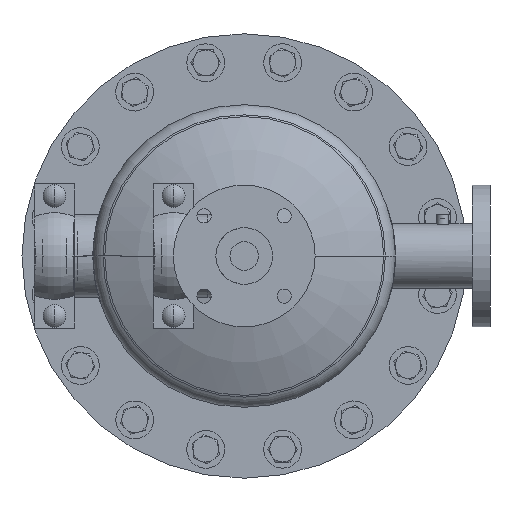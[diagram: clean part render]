
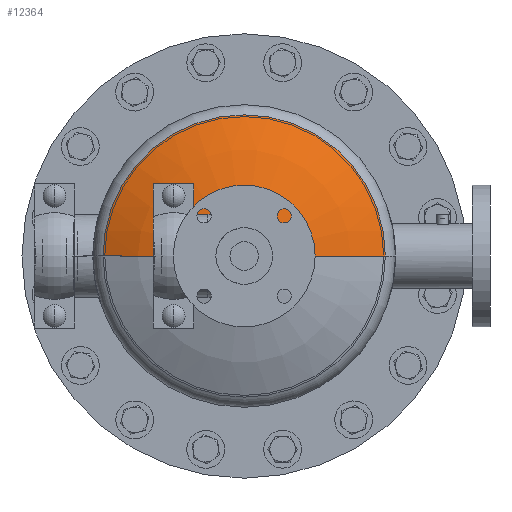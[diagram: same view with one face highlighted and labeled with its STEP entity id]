
A CAD part, front view. The second image highlights one B-rep face of the part: STEP entity #12364.
In plain terms, the highlighted toroidal (fillet/blend) face has major radius 0.354 mm and minor radius 406.4 mm.
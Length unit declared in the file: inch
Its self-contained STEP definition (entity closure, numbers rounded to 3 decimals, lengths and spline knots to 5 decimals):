
#1004 = VERTEX_POINT ( 'NONE', #39600 ) ;
#3037 = FACE_OUTER_BOUND ( 'NONE', #11361, .T. ) ;
#4268 = DIRECTION ( 'NONE',  ( 0., 0., -1. ) ) ;
#10262 = VERTEX_POINT ( 'NONE', #37778 ) ;
#10283 = TOROIDAL_SURFACE ( 'NONE', #25452, 0.01394, 16. ) ;
#10321 = ORIENTED_EDGE ( 'NONE', *, *, #16450, .F. ) ;
#10879 = DIRECTION ( 'NONE',  ( 0., -1., 0. ) ) ;
#11332 = CARTESIAN_POINT ( 'NONE',  ( 0., 24.16511, 0. ) ) ;
#11361 = EDGE_LOOP ( 'NONE', ( #26838, #28861, #10321, #32919 ) ) ;
#12059 = AXIS2_PLACEMENT_3D ( 'NONE', #25532, #4268, #29116 ) ;
#12257 = DIRECTION ( 'NONE',  ( 0., -1., 0. ) ) ;
#12364 = ADVANCED_FACE ( 'NONE', ( #3037 ), #10283, .T. ) ;
#12397 = CARTESIAN_POINT ( 'NONE',  ( 1.69685, 8.25386, 0. ) ) ;
#12409 = CARTESIAN_POINT ( 'NONE',  ( 0., 8.25386, 0. ) ) ;
#12974 = EDGE_CURVE ( 'NONE', #1004, #40733, #16492, .T. ) ;
#16450 = EDGE_CURVE ( 'NONE', #40733, #26272, #31288, .T. ) ;
#16492 = CIRCLE ( 'NONE', #12059, 16. ) ;
#18548 = CIRCLE ( 'NONE', #20565, 16. ) ;
#18632 = CARTESIAN_POINT ( 'NONE',  ( 0., 10.00634, 0. ) ) ;
#18644 = CIRCLE ( 'NONE', #39860, 7.46574 ) ;
#20565 = AXIS2_PLACEMENT_3D ( 'NONE', #34500, #41165, #44731 ) ;
#21914 = DIRECTION ( 'NONE',  ( 1., 0., 0. ) ) ;
#24967 = EDGE_CURVE ( 'NONE', #1004, #10262, #18644, .T. ) ;
#25452 = AXIS2_PLACEMENT_3D ( 'NONE', #11332, #10879, #31975 ) ;
#25532 = CARTESIAN_POINT ( 'NONE',  ( 0.01394, 24.16511, 0. ) ) ;
#25645 = EDGE_CURVE ( 'NONE', #10262, #26272, #18548, .T. ) ;
#26272 = VERTEX_POINT ( 'NONE', #37548 ) ;
#26838 = ORIENTED_EDGE ( 'NONE', *, *, #24967, .T. ) ;
#28861 = ORIENTED_EDGE ( 'NONE', *, *, #25645, .T. ) ;
#29116 = DIRECTION ( 'NONE',  ( -1., 0., 0. ) ) ;
#31288 = CIRCLE ( 'NONE', #39528, 1.69685 ) ;
#31975 = DIRECTION ( 'NONE',  ( 1., 0., 0. ) ) ;
#32919 = ORIENTED_EDGE ( 'NONE', *, *, #12974, .F. ) ;
#34500 = CARTESIAN_POINT ( 'NONE',  ( -0.01394, 24.16511, 0. ) ) ;
#37548 = CARTESIAN_POINT ( 'NONE',  ( -1.69685, 8.25386, 0. ) ) ;
#37778 = CARTESIAN_POINT ( 'NONE',  ( -7.46574, 10.00634, 0. ) ) ;
#39528 = AXIS2_PLACEMENT_3D ( 'NONE', #12409, #12257, #44365 ) ;
#39600 = CARTESIAN_POINT ( 'NONE',  ( 7.46574, 10.00634, 0. ) ) ;
#39860 = AXIS2_PLACEMENT_3D ( 'NONE', #18632, #43121, #21914 ) ;
#40733 = VERTEX_POINT ( 'NONE', #12397 ) ;
#41165 = DIRECTION ( 'NONE',  ( 0., 0., 1. ) ) ;
#43121 = DIRECTION ( 'NONE',  ( 0., -1., 0. ) ) ;
#44365 = DIRECTION ( 'NONE',  ( 1., 0., 0. ) ) ;
#44731 = DIRECTION ( 'NONE',  ( 1., 0., 0. ) ) ;
